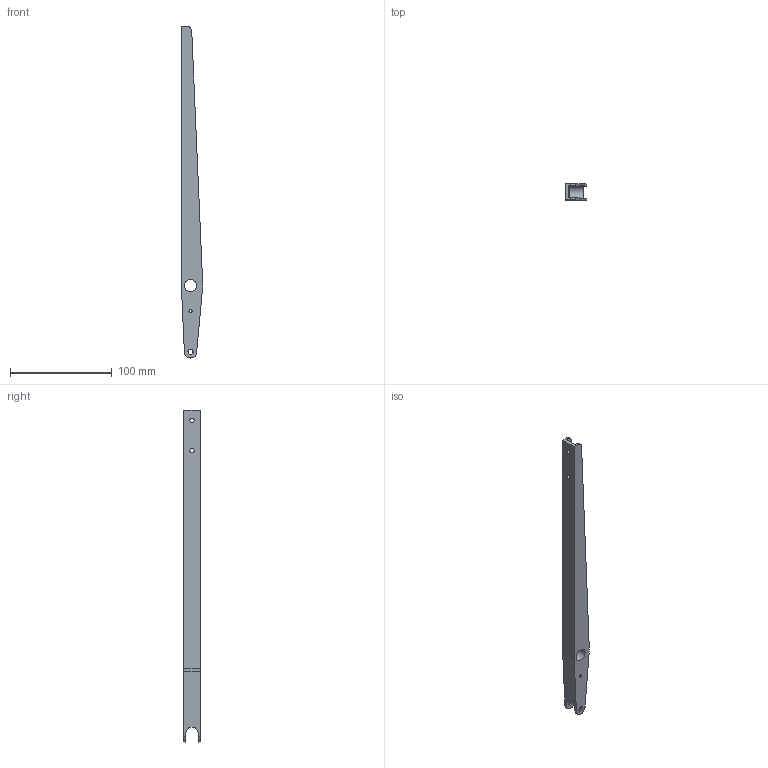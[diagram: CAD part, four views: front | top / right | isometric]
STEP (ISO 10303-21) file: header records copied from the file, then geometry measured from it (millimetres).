
FILE_DESCRIPTION(('CATIA V5 STEP Exchange'),'2;1');
FILE_NAME('FR_03003 (Throttle Pedal Stick).stp','2022-10-06T20:39:23+00:00',('none'),('none'),'CATIA Version 5 Release 19 SP 2 (IN-10)','CATIA V5 STEP AP203','none');
FILE_SCHEMA(('CONFIG_CONTROL_DESIGN'));
Length unit declared in the file: millimetre
Products named in the file (1): FR_03003
Bounding box: 20.92 x 16 x 326 mm (x, y, z)
Volume: 33734.5 mm3; surface area: 28395.8 mm2
Topology: 1 solids, 1 shells, 46 faces, 130 edges, 86 vertices
Faces by surface type: cylinder 30, plane 14, torus 2
Entity records: 1488 total; most frequent: CARTESIAN_POINT 293, ORIENTED_EDGE 260, DIRECTION 187, EDGE_CURVE 130, AXIS2_PLACEMENT_3D 90, VERTEX_POINT 86, VECTOR 66, LINE 66
